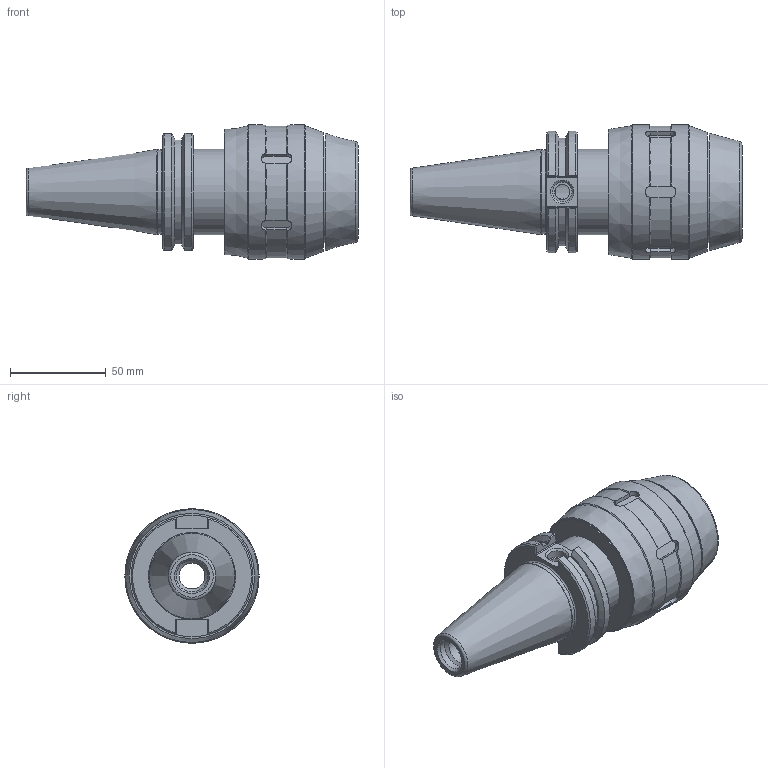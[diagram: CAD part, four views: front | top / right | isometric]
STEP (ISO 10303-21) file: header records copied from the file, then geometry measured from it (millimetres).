
FILE_DESCRIPTION(/* description */ (''),/* implementation_level */ '2;1');
FILE_NAME(/* name */ 'CV40-HPC125-105A.stp',/* time_stamp */ '2018-10-19T15:33:19-04:00',/* author */ ('dhartman'),/* organization */ (''),/* preprocessor_version */ 'ST-DEVELOPER v17',/* originating_system */ 'Autodesk Inventor 2018',/* authorisation */ '');
FILE_SCHEMA (('AUTOMOTIVE_DESIGN { 1 0 10303 214 3 1 1 }'));
Length unit declared in the file: inch
Products named in the file (1): CV40-HPC125-105A
Bounding box: 173.15 x 70 x 70 mm (x, y, z)
Volume: 274454.1 mm3; surface area: 52285.8 mm2
Topology: 1 solids, 1 shells, 154 faces, 422 edges, 279 vertices
Faces by surface type: plane 57, cylinder 51, cone 35, bspline 8, torus 3
Full cylindrical faces by diameter (mm): 8 x1, 10.135 x1, 13.386 x1, 16.459 x1, 20.015 x1, 31.75 x2, 33.02 x1, 38.608 x1, 43.942 x1, 44.45 x1, 53.401 x1, 63.398 x1, 70.002 x2
Entity records: 6293 total; most frequent: CARTESIAN_POINT 2316, ORIENTED_EDGE 844, DIRECTION 768, EDGE_CURVE 422, AXIS2_PLACEMENT_3D 305, VERTEX_POINT 279, EDGE_LOOP 167, LINE 158
